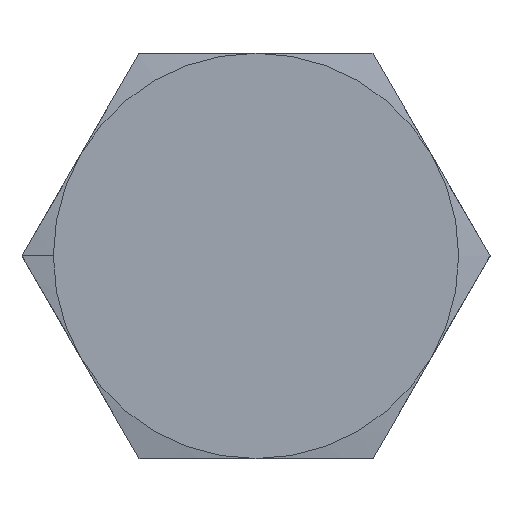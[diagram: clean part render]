
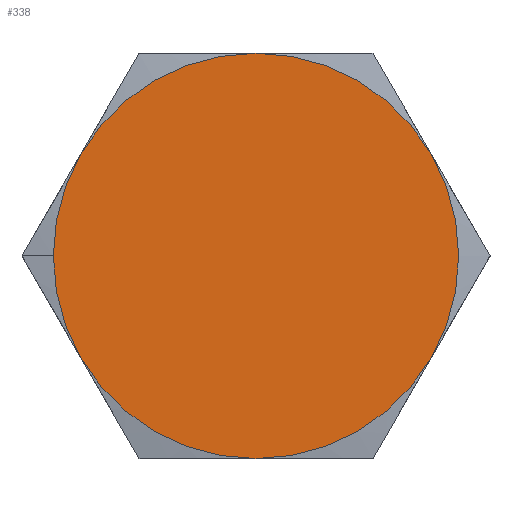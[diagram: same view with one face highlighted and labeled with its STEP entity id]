
A CAD part, top view. The second image highlights one B-rep face of the part: STEP entity #338.
In plain terms, the highlighted planar face has unit normal (0, 0, 1).
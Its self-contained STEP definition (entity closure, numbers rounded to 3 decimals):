
#12 = VERTEX_POINT ( 'NONE', #296 ) ;
#21 = VERTEX_POINT ( 'NONE', #326 ) ;
#65 = VERTEX_POINT ( 'NONE', #450 ) ;
#66 = EDGE_CURVE ( 'NONE', #67, #65, #499, .T. ) ;
#67 = VERTEX_POINT ( 'NONE', #448 ) ;
#83 = VERTEX_POINT ( 'NONE', #434 ) ;
#84 = VERTEX_POINT ( 'NONE', #429 ) ;
#182 = EDGE_CURVE ( 'NONE', #65, #21, #698, .T. ) ;
#190 = EDGE_CURVE ( 'NONE', #248, #83, #508, .T. ) ;
#197 = EDGE_CURVE ( 'NONE', #83, #84, #668, .T. ) ;
#200 = EDGE_CURVE ( 'NONE', #84, #67, #592, .T. ) ;
#203 = ORIENTED_EDGE ( 'NONE', *, *, #182, .F. ) ;
#204 = ORIENTED_EDGE ( 'NONE', *, *, #66, .F. ) ;
#205 = ORIENTED_EDGE ( 'NONE', *, *, #200, .F. ) ;
#219 = EDGE_CURVE ( 'NONE', #21, #12, #576, .T. ) ;
#222 = ORIENTED_EDGE ( 'NONE', *, *, #197, .F. ) ;
#223 = ORIENTED_EDGE ( 'NONE', *, *, #190, .F. ) ;
#224 = ORIENTED_EDGE ( 'NONE', *, *, #254, .T. ) ;
#248 = VERTEX_POINT ( 'NONE', #628 ) ;
#254 = EDGE_CURVE ( 'NONE', #248, #12, #775, .T. ) ;
#291 = EDGE_LOOP ( 'NONE', ( #346, #203, #204, #205, #222, #223, #224 ) ) ;
#296 = CARTESIAN_POINT ( 'NONE',  ( 0., 25., 16.5 ) ) ;
#326 = CARTESIAN_POINT ( 'NONE',  ( -21.651, 12.5, 16.5 ) ) ;
#338 = ADVANCED_FACE ( 'NONE', ( #787 ), #786, .F. ) ;
#346 = ORIENTED_EDGE ( 'NONE', *, *, #219, .F. ) ;
#429 = CARTESIAN_POINT ( 'NONE',  ( 0., -25., 16.5 ) ) ;
#434 = CARTESIAN_POINT ( 'NONE',  ( 21.651, -12.5, 16.5 ) ) ;
#447 = CARTESIAN_POINT ( 'NONE',  ( 0., 0., 16.5 ) ) ;
#448 = CARTESIAN_POINT ( 'NONE',  ( -21.651, -12.5, 16.5 ) ) ;
#450 = CARTESIAN_POINT ( 'NONE',  ( -25., 0., 16.5 ) ) ;
#496 = DIRECTION ( 'NONE',  ( -1., 0., 0. ) ) ;
#497 = DIRECTION ( 'NONE',  ( 0., 0., -1. ) ) ;
#498 = AXIS2_PLACEMENT_3D ( 'NONE', #447, #497, #496 ) ;
#499 = CIRCLE ( 'NONE', #498, 25. ) ;
#502 = CARTESIAN_POINT ( 'NONE',  ( 0., 0., 16.5 ) ) ;
#503 = AXIS2_PLACEMENT_3D ( 'NONE', #502, #682, #681 ) ;
#508 = CIRCLE ( 'NONE', #503, 25. ) ;
#511 = DIRECTION ( 'NONE',  ( -1., 0., 0. ) ) ;
#512 = DIRECTION ( 'NONE',  ( 0., 0., -1. ) ) ;
#513 = CARTESIAN_POINT ( 'NONE',  ( 0., 0., 16.5 ) ) ;
#514 = AXIS2_PLACEMENT_3D ( 'NONE', #513, #512, #511 ) ;
#572 = DIRECTION ( 'NONE',  ( -1., 0., 0. ) ) ;
#573 = DIRECTION ( 'NONE',  ( 0., 0., -1. ) ) ;
#574 = CARTESIAN_POINT ( 'NONE',  ( 0., 0., 16.5 ) ) ;
#575 = AXIS2_PLACEMENT_3D ( 'NONE', #574, #573, #572 ) ;
#576 = CIRCLE ( 'NONE', #575, 25. ) ;
#588 = DIRECTION ( 'NONE',  ( -1., 0., 0. ) ) ;
#589 = DIRECTION ( 'NONE',  ( 0., 0., -1. ) ) ;
#590 = CARTESIAN_POINT ( 'NONE',  ( 0., 0., 16.5 ) ) ;
#591 = AXIS2_PLACEMENT_3D ( 'NONE', #590, #589, #588 ) ;
#592 = CIRCLE ( 'NONE', #591, 25. ) ;
#593 = DIRECTION ( 'NONE',  ( -1., 0., 0. ) ) ;
#594 = DIRECTION ( 'NONE',  ( 0., 0., -1. ) ) ;
#595 = CARTESIAN_POINT ( 'NONE',  ( 0., 0., 16.5 ) ) ;
#596 = AXIS2_PLACEMENT_3D ( 'NONE', #595, #594, #593 ) ;
#628 = CARTESIAN_POINT ( 'NONE',  ( 21.651, 12.5, 16.5 ) ) ;
#668 = CIRCLE ( 'NONE', #596, 25. ) ;
#681 = DIRECTION ( 'NONE',  ( -1., 0., 0. ) ) ;
#682 = DIRECTION ( 'NONE',  ( 0., 0., -1. ) ) ;
#698 = CIRCLE ( 'NONE', #514, 25. ) ;
#766 = DIRECTION ( 'NONE',  ( 1., 0., 0. ) ) ;
#767 = DIRECTION ( 'NONE',  ( 0., 0., 1. ) ) ;
#768 = CARTESIAN_POINT ( 'NONE',  ( 0., 0., 16.5 ) ) ;
#769 = AXIS2_PLACEMENT_3D ( 'NONE', #768, #767, #766 ) ;
#775 = CIRCLE ( 'NONE', #769, 25. ) ;
#781 = DIRECTION ( 'NONE',  ( -1., 0., 0. ) ) ;
#782 = DIRECTION ( 'NONE',  ( 0., 0., -1. ) ) ;
#783 = AXIS2_PLACEMENT_3D ( 'NONE', #785, #782, #781 ) ;
#785 = CARTESIAN_POINT ( 'NONE',  ( 0., 28.868, 16.5 ) ) ;
#786 = PLANE ( 'NONE',  #783 ) ;
#787 = FACE_OUTER_BOUND ( 'NONE', #291, .T. ) ;
